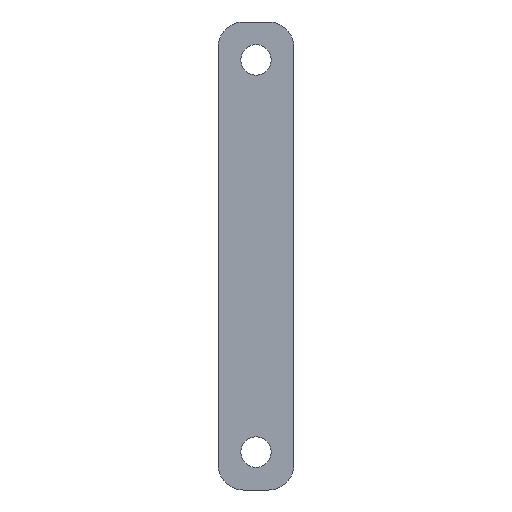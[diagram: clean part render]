
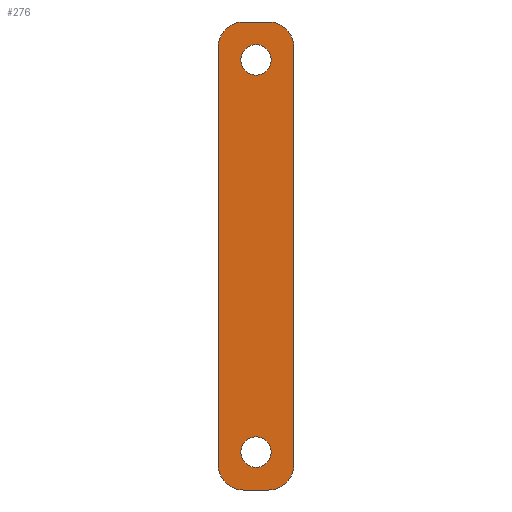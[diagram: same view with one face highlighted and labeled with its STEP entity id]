
A CAD part, front view. The second image highlights one B-rep face of the part: STEP entity #276.
In plain terms, the highlighted planar face has unit normal (0, -1, 0).
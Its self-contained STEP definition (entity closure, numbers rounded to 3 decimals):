
#17=FACE_BOUND('',#61,.T.);
#18=FACE_BOUND('',#62,.T.);
#24=PLANE('',#328);
#44=FACE_OUTER_BOUND('',#60,.T.);
#60=EDGE_LOOP('',(#251,#252,#253,#254,#255,#256,#257,#258));
#61=EDGE_LOOP('',(#259));
#62=EDGE_LOOP('',(#260));
#69=LINE('',#455,#89);
#73=LINE('',#467,#93);
#77=LINE('',#479,#97);
#81=LINE('',#490,#101);
#89=VECTOR('',#373,10.);
#93=VECTOR('',#385,10.);
#97=VECTOR('',#397,10.);
#101=VECTOR('',#409,10.);
#107=CIRCLE('',#303,1.2);
#112=CIRCLE('',#310,1.2);
#113=CIRCLE('',#312,2.);
#115=CIRCLE('',#316,2.);
#117=CIRCLE('',#320,2.);
#119=CIRCLE('',#324,2.);
#125=VERTEX_POINT('',#427);
#130=VERTEX_POINT('',#441);
#131=VERTEX_POINT('',#445);
#132=VERTEX_POINT('',#446);
#135=VERTEX_POINT('',#454);
#137=VERTEX_POINT('',#460);
#139=VERTEX_POINT('',#466);
#141=VERTEX_POINT('',#472);
#143=VERTEX_POINT('',#478);
#145=VERTEX_POINT('',#484);
#153=EDGE_CURVE('',#125,#125,#107,.T.);
#160=EDGE_CURVE('',#130,#130,#112,.T.);
#161=EDGE_CURVE('',#131,#132,#113,.T.);
#165=EDGE_CURVE('',#135,#131,#69,.T.);
#168=EDGE_CURVE('',#137,#135,#115,.T.);
#171=EDGE_CURVE('',#139,#137,#73,.T.);
#174=EDGE_CURVE('',#141,#139,#117,.T.);
#177=EDGE_CURVE('',#143,#141,#77,.T.);
#180=EDGE_CURVE('',#145,#143,#119,.T.);
#183=EDGE_CURVE('',#132,#145,#81,.T.);
#251=ORIENTED_EDGE('',*,*,#183,.F.);
#252=ORIENTED_EDGE('',*,*,#161,.F.);
#253=ORIENTED_EDGE('',*,*,#165,.F.);
#254=ORIENTED_EDGE('',*,*,#168,.F.);
#255=ORIENTED_EDGE('',*,*,#171,.F.);
#256=ORIENTED_EDGE('',*,*,#174,.F.);
#257=ORIENTED_EDGE('',*,*,#177,.F.);
#258=ORIENTED_EDGE('',*,*,#180,.F.);
#259=ORIENTED_EDGE('',*,*,#153,.T.);
#260=ORIENTED_EDGE('',*,*,#160,.T.);
#276=ADVANCED_FACE('',(#44,#17,#18),#24,.F.);
#303=AXIS2_PLACEMENT_3D('',#429,#345,#346);
#310=AXIS2_PLACEMENT_3D('',#443,#361,#362);
#312=AXIS2_PLACEMENT_3D('',#447,#365,#366);
#316=AXIS2_PLACEMENT_3D('',#461,#378,#379);
#320=AXIS2_PLACEMENT_3D('',#473,#390,#391);
#324=AXIS2_PLACEMENT_3D('',#485,#402,#403);
#328=AXIS2_PLACEMENT_3D('',#493,#413,#414);
#345=DIRECTION('center_axis',(0.,1.,0.));
#346=DIRECTION('ref_axis',(1.,0.,0.));
#361=DIRECTION('center_axis',(0.,1.,0.));
#362=DIRECTION('ref_axis',(1.,0.,0.));
#365=DIRECTION('center_axis',(0.,1.,0.));
#366=DIRECTION('ref_axis',(1.,0.,0.));
#373=DIRECTION('',(0.,0.,-1.));
#378=DIRECTION('center_axis',(0.,1.,0.));
#379=DIRECTION('ref_axis',(0.,0.,1.));
#385=DIRECTION('',(1.,0.,0.));
#390=DIRECTION('center_axis',(0.,1.,0.));
#391=DIRECTION('ref_axis',(-1.,0.,0.));
#397=DIRECTION('',(0.,0.,1.));
#402=DIRECTION('center_axis',(0.,1.,0.));
#403=DIRECTION('ref_axis',(0.,0.,-1.));
#409=DIRECTION('',(-1.,0.,0.));
#413=DIRECTION('center_axis',(0.,1.,0.));
#414=DIRECTION('ref_axis',(0.,0.,1.));
#427=CARTESIAN_POINT('',(-1.2,0.,15.5));
#429=CARTESIAN_POINT('Origin',(0.,0.,15.5));
#441=CARTESIAN_POINT('',(-1.2,0.,-15.5));
#443=CARTESIAN_POINT('Origin',(0.,0.,-15.5));
#445=CARTESIAN_POINT('',(3.,0.,-16.5));
#446=CARTESIAN_POINT('',(1.,0.,-18.5));
#447=CARTESIAN_POINT('Origin',(1.,0.,-16.5));
#454=CARTESIAN_POINT('',(3.,0.,16.5));
#455=CARTESIAN_POINT('',(3.,0.,16.5));
#460=CARTESIAN_POINT('',(1.,0.,18.5));
#461=CARTESIAN_POINT('Origin',(1.,0.,16.5));
#466=CARTESIAN_POINT('',(-1.,0.,18.5));
#467=CARTESIAN_POINT('',(-1.,0.,18.5));
#472=CARTESIAN_POINT('',(-3.,0.,16.5));
#473=CARTESIAN_POINT('Origin',(-1.,0.,16.5));
#478=CARTESIAN_POINT('',(-3.,0.,-16.5));
#479=CARTESIAN_POINT('',(-3.,0.,-16.5));
#484=CARTESIAN_POINT('',(-1.,0.,-18.5));
#485=CARTESIAN_POINT('Origin',(-1.,0.,-16.5));
#490=CARTESIAN_POINT('',(1.,0.,-18.5));
#493=CARTESIAN_POINT('Origin',(0.,0.,0.));
